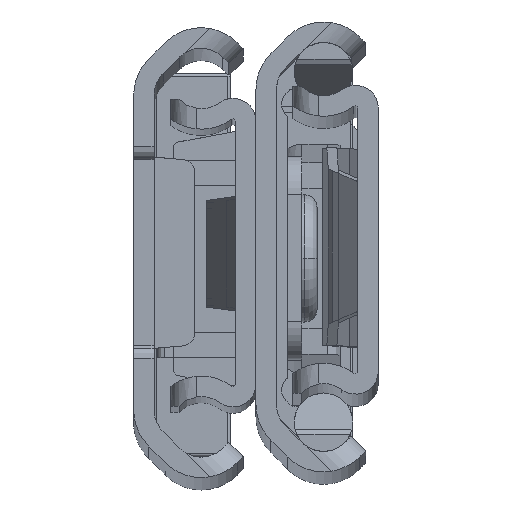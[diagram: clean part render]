
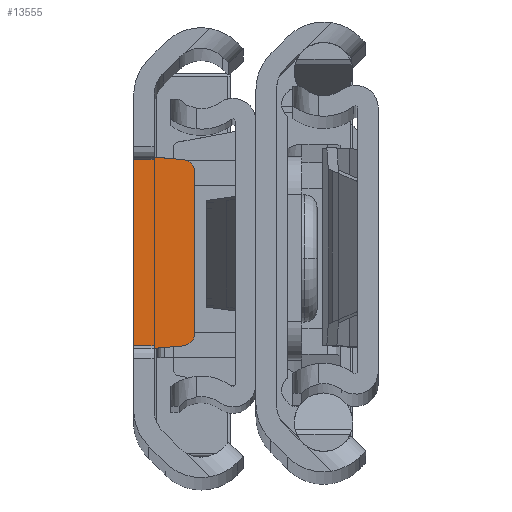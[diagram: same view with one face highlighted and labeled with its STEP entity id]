
A CAD part, top view. The second image highlights one B-rep face of the part: STEP entity #13555.
In plain terms, the highlighted planar face has unit normal (0, 0, 1).
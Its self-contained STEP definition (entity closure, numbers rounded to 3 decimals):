
#617 = VECTOR ( 'NONE', #2296, 1000. ) ;
#780 = ORIENTED_EDGE ( 'NONE', *, *, #6560, .F. ) ;
#1171 = DIRECTION ( 'NONE',  ( 0., 1., 0. ) ) ;
#1489 = EDGE_CURVE ( 'NONE', #9108, #12754, #6360, .T. ) ;
#2016 = CARTESIAN_POINT ( 'NONE',  ( 4.8, 6.311, -3.9 ) ) ;
#2104 = CARTESIAN_POINT ( 'NONE',  ( 0., 7.5, -3.9 ) ) ;
#2296 = DIRECTION ( 'NONE',  ( -1., 0., 0. ) ) ;
#2389 = ORIENTED_EDGE ( 'NONE', *, *, #18004, .T. ) ;
#2467 = PLANE ( 'NONE',  #15806 ) ;
#2641 = LINE ( 'NONE', #5871, #15027 ) ;
#2983 = CARTESIAN_POINT ( 'NONE',  ( 0., 7.5, -3.9 ) ) ;
#3238 = EDGE_CURVE ( 'NONE', #16954, #15187, #10205, .T. ) ;
#3733 = VECTOR ( 'NONE', #15706, 1000. ) ;
#4168 = CARTESIAN_POINT ( 'NONE',  ( 4.8, -6.311, -3.9 ) ) ;
#4563 = LINE ( 'NONE', #12781, #3733 ) ;
#5547 = VERTEX_POINT ( 'NONE', #5572 ) ;
#5572 = CARTESIAN_POINT ( 'NONE',  ( 3.884, 7.307, -3.9 ) ) ;
#5817 = EDGE_CURVE ( 'NONE', #12754, #10908, #2641, .T. ) ;
#5871 = CARTESIAN_POINT ( 'NONE',  ( 4.8, 7.23, -3.9 ) ) ;
#6360 = CIRCLE ( 'NONE', #19019, 1. ) ;
#6560 = EDGE_CURVE ( 'NONE', #15187, #7989, #10125, .T. ) ;
#6949 = ORIENTED_EDGE ( 'NONE', *, *, #16229, .T. ) ;
#7012 = DIRECTION ( 'NONE',  ( 0., 1., 0. ) ) ;
#7067 = FACE_OUTER_BOUND ( 'NONE', #12797, .T. ) ;
#7100 = DIRECTION ( 'NONE',  ( 0., 0., 1. ) ) ;
#7643 = CARTESIAN_POINT ( 'NONE',  ( 3.8, -6.311, -3.9 ) ) ;
#7797 = ORIENTED_EDGE ( 'NONE', *, *, #18668, .T. ) ;
#7989 = VERTEX_POINT ( 'NONE', #2983 ) ;
#8146 = CIRCLE ( 'NONE', #10811, 1. ) ;
#8918 = ORIENTED_EDGE ( 'NONE', *, *, #3238, .F. ) ;
#9108 = VERTEX_POINT ( 'NONE', #9639 ) ;
#9559 = DIRECTION ( 'NONE',  ( -0.996, 0.084, 0. ) ) ;
#9639 = CARTESIAN_POINT ( 'NONE',  ( 3.884, -7.307, -3.9 ) ) ;
#9708 = LINE ( 'NONE', #12733, #11838 ) ;
#9849 = CARTESIAN_POINT ( 'NONE',  ( 0., -7.5, -3.9 ) ) ;
#10082 = ORIENTED_EDGE ( 'NONE', *, *, #1489, .T. ) ;
#10125 = LINE ( 'NONE', #2104, #13196 ) ;
#10205 = LINE ( 'NONE', #18453, #617 ) ;
#10582 = ORIENTED_EDGE ( 'NONE', *, *, #16730, .T. ) ;
#10811 = AXIS2_PLACEMENT_3D ( 'NONE', #16891, #7100, #13446 ) ;
#10855 = DIRECTION ( 'NONE',  ( 0., -1., 0. ) ) ;
#10908 = VERTEX_POINT ( 'NONE', #2016 ) ;
#11838 = VECTOR ( 'NONE', #15964, 1000. ) ;
#11949 = CARTESIAN_POINT ( 'NONE',  ( 8.601, 7.5, -3.9 ) ) ;
#12733 = CARTESIAN_POINT ( 'NONE',  ( 4.8, -7.23, -3.9 ) ) ;
#12754 = VERTEX_POINT ( 'NONE', #4168 ) ;
#12781 = CARTESIAN_POINT ( 'NONE',  ( 8.601, 7.5, -3.9 ) ) ;
#12797 = EDGE_LOOP ( 'NONE', ( #7797, #10082, #14019, #6949, #2389, #10582, #780, #8918 ) ) ;
#13196 = VECTOR ( 'NONE', #7012, 1000. ) ;
#13446 = DIRECTION ( 'NONE',  ( 0., -1., 0. ) ) ;
#13555 = ADVANCED_FACE ( 'NONE', ( #7067 ), #2467, .T. ) ;
#14019 = ORIENTED_EDGE ( 'NONE', *, *, #5817, .T. ) ;
#14281 = CARTESIAN_POINT ( 'NONE',  ( 1.6, 7.5, -3.9 ) ) ;
#15027 = VECTOR ( 'NONE', #1171, 1000. ) ;
#15187 = VERTEX_POINT ( 'NONE', #9849 ) ;
#15706 = DIRECTION ( 'NONE',  ( -1., 0., 0. ) ) ;
#15708 = LINE ( 'NONE', #20519, #19184 ) ;
#15806 = AXIS2_PLACEMENT_3D ( 'NONE', #11949, #16745, #18324 ) ;
#15884 = VERTEX_POINT ( 'NONE', #14281 ) ;
#15964 = DIRECTION ( 'NONE',  ( 0.996, 0.084, 0. ) ) ;
#16229 = EDGE_CURVE ( 'NONE', #10908, #5547, #8146, .T. ) ;
#16730 = EDGE_CURVE ( 'NONE', #15884, #7989, #4563, .T. ) ;
#16745 = DIRECTION ( 'NONE',  ( 0., 0., 1. ) ) ;
#16804 = CARTESIAN_POINT ( 'NONE',  ( 1.6, -7.5, -3.9 ) ) ;
#16891 = CARTESIAN_POINT ( 'NONE',  ( 3.8, 6.311, -3.9 ) ) ;
#16954 = VERTEX_POINT ( 'NONE', #16804 ) ;
#18004 = EDGE_CURVE ( 'NONE', #5547, #15884, #15708, .T. ) ;
#18324 = DIRECTION ( 'NONE',  ( 0., -1., 0. ) ) ;
#18453 = CARTESIAN_POINT ( 'NONE',  ( 8.601, -7.5, -3.9 ) ) ;
#18668 = EDGE_CURVE ( 'NONE', #16954, #9108, #9708, .T. ) ;
#19019 = AXIS2_PLACEMENT_3D ( 'NONE', #7643, #20364, #10855 ) ;
#19184 = VECTOR ( 'NONE', #9559, 1000. ) ;
#20364 = DIRECTION ( 'NONE',  ( 0., 0., 1. ) ) ;
#20519 = CARTESIAN_POINT ( 'NONE',  ( 1.6, 7.5, -3.9 ) ) ;
